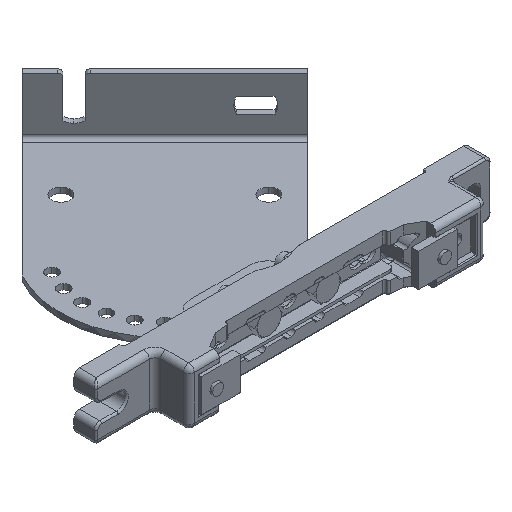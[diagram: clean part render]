
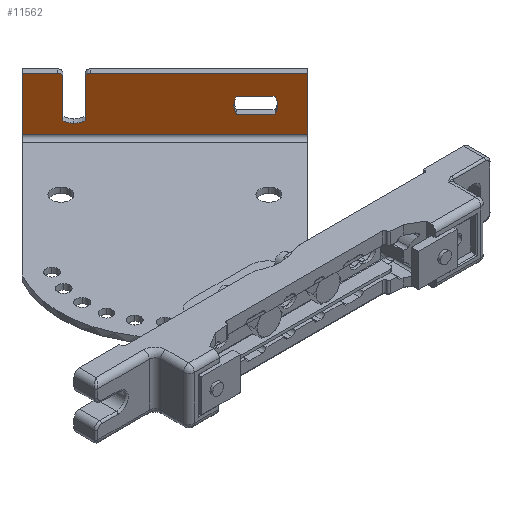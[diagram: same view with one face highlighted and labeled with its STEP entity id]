
A CAD part, isometric view. The second image highlights one B-rep face of the part: STEP entity #11562.
In plain terms, the highlighted planar face has unit normal (-0.707, -0.707, 0).
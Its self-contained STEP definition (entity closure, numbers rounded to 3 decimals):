
#211 = DIRECTION ( 'NONE',  ( 0.707, -0.707, 0. ) ) ;
#371 = EDGE_LOOP ( 'NONE', ( #2160, #5666, #14047, #5237 ) ) ;
#412 = DIRECTION ( 'NONE',  ( -0.707, -0.707, 0. ) ) ;
#455 = CARTESIAN_POINT ( 'NONE',  ( 15.557, 232.339, 218.001 ) ) ;
#489 = CARTESIAN_POINT ( 'NONE',  ( 15.557, 232.339, 188.501 ) ) ;
#504 = CARTESIAN_POINT ( 'NONE',  ( 84.402, 163.494, 198.751 ) ) ;
#619 = CIRCLE ( 'NONE', #18297, 8.5 ) ;
#774 = LINE ( 'NONE', #3756, #11499 ) ;
#1354 = LINE ( 'NONE', #6820, #20336 ) ;
#1537 = VERTEX_POINT ( 'NONE', #19892 ) ;
#1630 = CIRCLE ( 'NONE', #4062, 8.5 ) ;
#1739 = CARTESIAN_POINT ( 'NONE',  ( 93.339, 154.557, 188.501 ) ) ;
#1864 = ORIENTED_EDGE ( 'NONE', *, *, #14671, .F. ) ;
#1918 = ORIENTED_EDGE ( 'NONE', *, *, #18490, .F. ) ;
#2002 = DIRECTION ( 'NONE',  ( 0., 0., -1. ) ) ;
#2132 = DIRECTION ( 'NONE',  ( -0.707, -0.707, 0. ) ) ;
#2160 = ORIENTED_EDGE ( 'NONE', *, *, #3808, .F. ) ;
#2238 = LINE ( 'NONE', #14675, #9699 ) ;
#2270 = DIRECTION ( 'NONE',  ( 0., 0., -1. ) ) ;
#2374 = VERTEX_POINT ( 'NONE', #2977 ) ;
#2422 = AXIS2_PLACEMENT_3D ( 'NONE', #2681, #20193, #13691 ) ;
#2465 = DIRECTION ( 'NONE',  ( 0.707, -0.707, 0. ) ) ;
#2471 = VERTEX_POINT ( 'NONE', #11209 ) ;
#2561 = ORIENTED_EDGE ( 'NONE', *, *, #9166, .F. ) ;
#2681 = CARTESIAN_POINT ( 'NONE',  ( 54.448, 193.448, 110.346 ) ) ;
#2977 = CARTESIAN_POINT ( 'NONE',  ( 29.699, 218.197, 194.501 ) ) ;
#2979 = ORIENTED_EDGE ( 'NONE', *, *, #3779, .F. ) ;
#3218 = DIRECTION ( 'NONE',  ( 0., 0., -1. ) ) ;
#3354 = VERTEX_POINT ( 'NONE', #4902 ) ;
#3756 = CARTESIAN_POINT ( 'NONE',  ( 84.402, 163.494, 207.251 ) ) ;
#3779 = EDGE_CURVE ( 'NONE', #18162, #7839, #2238, .T. ) ;
#3794 = DIRECTION ( 'NONE',  ( 0., 0., -1. ) ) ;
#3808 = EDGE_CURVE ( 'NONE', #19688, #4971, #16189, .T. ) ;
#3913 = CARTESIAN_POINT ( 'NONE',  ( 29.699, 218.197, 203.001 ) ) ;
#3993 = ORIENTED_EDGE ( 'NONE', *, *, #8789, .T. ) ;
#4062 = AXIS2_PLACEMENT_3D ( 'NONE', #4132, #18504, #9044 ) ;
#4130 = CARTESIAN_POINT ( 'NONE',  ( 15.557, 232.339, 218.001 ) ) ;
#4132 = CARTESIAN_POINT ( 'NONE',  ( 79.197, 168.699, 203.001 ) ) ;
#4806 = VECTOR ( 'NONE', #2465, 1000. ) ;
#4902 = CARTESIAN_POINT ( 'NONE',  ( 26.694, 221.202, 195.64 ) ) ;
#4971 = VERTEX_POINT ( 'NONE', #19387 ) ;
#5130 = CARTESIAN_POINT ( 'NONE',  ( 93.339, 154.557, 189. ) ) ;
#5144 = CIRCLE ( 'NONE', #7012, 2. ) ;
#5237 = ORIENTED_EDGE ( 'NONE', *, *, #11360, .F. ) ;
#5455 = EDGE_CURVE ( 'NONE', #11242, #13760, #18625, .T. ) ;
#5666 = ORIENTED_EDGE ( 'NONE', *, *, #12184, .F. ) ;
#5856 = EDGE_CURVE ( 'NONE', #9595, #15267, #1630, .T. ) ;
#6110 = EDGE_CURVE ( 'NONE', #1537, #2471, #5144, .T. ) ;
#6567 = LINE ( 'NONE', #4130, #4806 ) ;
#6794 = AXIS2_PLACEMENT_3D ( 'NONE', #13208, #10061, #3794 ) ;
#6820 = CARTESIAN_POINT ( 'NONE',  ( 54.448, 193.448, 189. ) ) ;
#6884 = DIRECTION ( 'NONE',  ( 0., 0., 1. ) ) ;
#6914 = VECTOR ( 'NONE', #18538, 1000. ) ;
#6990 = CARTESIAN_POINT ( 'NONE',  ( 32.704, 215.192, 195.64 ) ) ;
#7012 = AXIS2_PLACEMENT_3D ( 'NONE', #17813, #19278, #3218 ) ;
#7387 = CARTESIAN_POINT ( 'NONE',  ( 15.557, 232.339, 218.001 ) ) ;
#7839 = VERTEX_POINT ( 'NONE', #13897 ) ;
#8553 = DIRECTION ( 'NONE',  ( -0.707, 0.707, 0. ) ) ;
#8627 = CIRCLE ( 'NONE', #12721, 8.5 ) ;
#8682 = DIRECTION ( 'NONE',  ( 0., 0., -1. ) ) ;
#8789 = EDGE_CURVE ( 'NONE', #13760, #18620, #1354, .T. ) ;
#9029 = LINE ( 'NONE', #16562, #15048 ) ;
#9044 = DIRECTION ( 'NONE',  ( 0., 0., -1. ) ) ;
#9059 = PLANE ( 'NONE',  #2422 ) ;
#9166 = EDGE_CURVE ( 'NONE', #7839, #13664, #10311, .T. ) ;
#9228 = CARTESIAN_POINT ( 'NONE',  ( 93.339, 154.557, 218.001 ) ) ;
#9595 = VERTEX_POINT ( 'NONE', #504 ) ;
#9699 = VECTOR ( 'NONE', #6884, 1000. ) ;
#9910 = VERTEX_POINT ( 'NONE', #9228 ) ;
#9924 = CARTESIAN_POINT ( 'NONE',  ( 79.197, 168.699, 203.001 ) ) ;
#10059 = CARTESIAN_POINT ( 'NONE',  ( 73.992, 173.904, 207.251 ) ) ;
#10061 = DIRECTION ( 'NONE',  ( 0.707, 0.707, 0. ) ) ;
#10311 = CIRCLE ( 'NONE', #6794, 2. ) ;
#10364 = VECTOR ( 'NONE', #17660, 1000. ) ;
#10994 = VECTOR ( 'NONE', #211, 1000. ) ;
#11209 = CARTESIAN_POINT ( 'NONE',  ( 26.694, 221.202, 216.001 ) ) ;
#11222 = EDGE_CURVE ( 'NONE', #11242, #1537, #6567, .T. ) ;
#11242 = VERTEX_POINT ( 'NONE', #455 ) ;
#11360 = EDGE_CURVE ( 'NONE', #4971, #9595, #12755, .T. ) ;
#11499 = VECTOR ( 'NONE', #8553, 1000. ) ;
#11562 = ADVANCED_FACE ( 'NONE', ( #15498, #17252 ), #9059, .T. ) ;
#12184 = EDGE_CURVE ( 'NONE', #15267, #19688, #774, .T. ) ;
#12686 = CARTESIAN_POINT ( 'NONE',  ( 15.557, 232.339, 189. ) ) ;
#12721 = AXIS2_PLACEMENT_3D ( 'NONE', #18050, #2132, #13346 ) ;
#12755 = LINE ( 'NONE', #13224, #10994 ) ;
#13101 = EDGE_LOOP ( 'NONE', ( #19157, #3993, #16499, #13690, #2561, #2979, #1864, #13496, #1918, #17809, #14124 ) ) ;
#13166 = DIRECTION ( 'NONE',  ( 0.707, -0.707, 0. ) ) ;
#13208 = CARTESIAN_POINT ( 'NONE',  ( 34.119, 213.777, 216.001 ) ) ;
#13224 = CARTESIAN_POINT ( 'NONE',  ( 84.402, 163.494, 198.751 ) ) ;
#13346 = DIRECTION ( 'NONE',  ( 0., 0., -1. ) ) ;
#13496 = ORIENTED_EDGE ( 'NONE', *, *, #18123, .F. ) ;
#13664 = VERTEX_POINT ( 'NONE', #19145 ) ;
#13690 = ORIENTED_EDGE ( 'NONE', *, *, #14363, .F. ) ;
#13691 = DIRECTION ( 'NONE',  ( 0., 0., -1. ) ) ;
#13760 = VERTEX_POINT ( 'NONE', #12686 ) ;
#13848 = VECTOR ( 'NONE', #8682, 1000. ) ;
#13864 = LINE ( 'NONE', #7387, #6914 ) ;
#13897 = CARTESIAN_POINT ( 'NONE',  ( 32.704, 215.192, 216.001 ) ) ;
#14047 = ORIENTED_EDGE ( 'NONE', *, *, #5856, .F. ) ;
#14124 = ORIENTED_EDGE ( 'NONE', *, *, #11222, .F. ) ;
#14345 = CARTESIAN_POINT ( 'NONE',  ( 84.402, 163.494, 207.251 ) ) ;
#14363 = EDGE_CURVE ( 'NONE', #13664, #9910, #13864, .T. ) ;
#14671 = EDGE_CURVE ( 'NONE', #2374, #18162, #8627, .T. ) ;
#14675 = CARTESIAN_POINT ( 'NONE',  ( 32.704, 215.192, 216.001 ) ) ;
#15048 = VECTOR ( 'NONE', #2270, 1000. ) ;
#15062 = DIRECTION ( 'NONE',  ( 0., 0., -1. ) ) ;
#15244 = EDGE_CURVE ( 'NONE', #9910, #18620, #16634, .T. ) ;
#15267 = VERTEX_POINT ( 'NONE', #14345 ) ;
#15498 = FACE_BOUND ( 'NONE', #371, .T. ) ;
#16189 = CIRCLE ( 'NONE', #19834, 8.5 ) ;
#16499 = ORIENTED_EDGE ( 'NONE', *, *, #15244, .F. ) ;
#16562 = CARTESIAN_POINT ( 'NONE',  ( 26.694, 221.202, 195.64 ) ) ;
#16634 = LINE ( 'NONE', #1739, #10364 ) ;
#17252 = FACE_OUTER_BOUND ( 'NONE', #13101, .T. ) ;
#17660 = DIRECTION ( 'NONE',  ( 0., 0., -1. ) ) ;
#17809 = ORIENTED_EDGE ( 'NONE', *, *, #6110, .F. ) ;
#17813 = CARTESIAN_POINT ( 'NONE',  ( 25.28, 222.616, 216.001 ) ) ;
#18050 = CARTESIAN_POINT ( 'NONE',  ( 29.699, 218.197, 203.001 ) ) ;
#18123 = EDGE_CURVE ( 'NONE', #3354, #2374, #619, .T. ) ;
#18162 = VERTEX_POINT ( 'NONE', #6990 ) ;
#18297 = AXIS2_PLACEMENT_3D ( 'NONE', #3913, #19911, #15062 ) ;
#18490 = EDGE_CURVE ( 'NONE', #2471, #3354, #9029, .T. ) ;
#18504 = DIRECTION ( 'NONE',  ( -0.707, -0.707, 0. ) ) ;
#18538 = DIRECTION ( 'NONE',  ( 0.707, -0.707, 0. ) ) ;
#18620 = VERTEX_POINT ( 'NONE', #5130 ) ;
#18625 = LINE ( 'NONE', #489, #13848 ) ;
#19145 = CARTESIAN_POINT ( 'NONE',  ( 34.119, 213.777, 218.001 ) ) ;
#19157 = ORIENTED_EDGE ( 'NONE', *, *, #5455, .T. ) ;
#19278 = DIRECTION ( 'NONE',  ( 0.707, 0.707, 0. ) ) ;
#19387 = CARTESIAN_POINT ( 'NONE',  ( 73.992, 173.904, 198.751 ) ) ;
#19688 = VERTEX_POINT ( 'NONE', #10059 ) ;
#19834 = AXIS2_PLACEMENT_3D ( 'NONE', #9924, #412, #2002 ) ;
#19892 = CARTESIAN_POINT ( 'NONE',  ( 25.28, 222.616, 218.001 ) ) ;
#19911 = DIRECTION ( 'NONE',  ( -0.707, -0.707, 0. ) ) ;
#20193 = DIRECTION ( 'NONE',  ( -0.707, -0.707, 0. ) ) ;
#20336 = VECTOR ( 'NONE', #13166, 1000. ) ;
